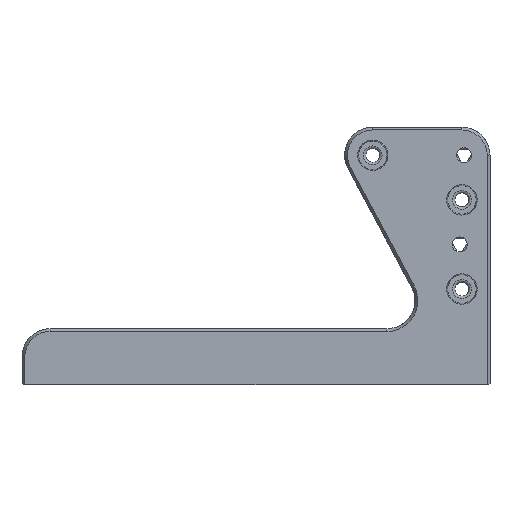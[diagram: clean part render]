
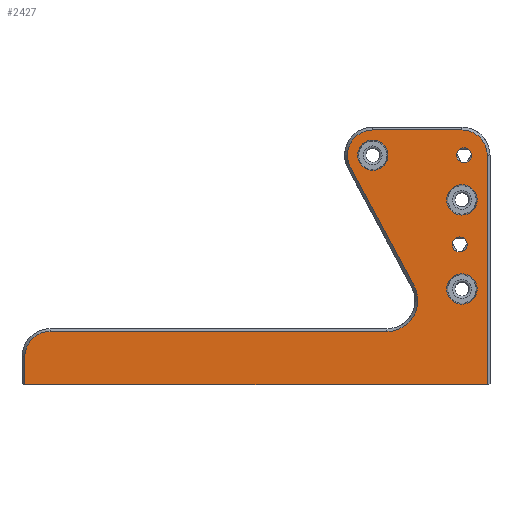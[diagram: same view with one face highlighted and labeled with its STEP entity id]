
A CAD part, top view. The second image highlights one B-rep face of the part: STEP entity #2427.
In plain terms, the highlighted planar face has unit normal (0, 0, 1).
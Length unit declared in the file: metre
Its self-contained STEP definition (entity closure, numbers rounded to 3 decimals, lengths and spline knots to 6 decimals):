
#264=PLANE('',#2626);
#291=CIRCLE('',#2587,0.0016);
#293=CIRCLE('',#2590,0.0016);
#295=CIRCLE('',#2593,0.0016);
#297=CIRCLE('',#2596,0.0016);
#299=CIRCLE('',#2599,0.0016);
#301=CIRCLE('',#2602,0.0016);
#311=CIRCLE('',#2627,0.0016);
#312=CIRCLE('',#2628,0.0016);
#313=CIRCLE('',#2629,0.0016);
#314=CIRCLE('',#2630,0.0016);
#315=CIRCLE('',#2631,0.0016);
#316=CIRCLE('',#2632,0.0016);
#317=CIRCLE('',#2633,0.0054);
#318=CIRCLE('',#2634,0.0054);
#319=CIRCLE('',#2635,0.0066);
#320=CIRCLE('',#2636,0.0054);
#321=CIRCLE('',#2637,0.00325);
#322=CIRCLE('',#2638,0.00325);
#323=CIRCLE('',#2639,0.00325);
#489=ORIENTED_EDGE('',*,*,#1114,.F.);
#490=ORIENTED_EDGE('',*,*,#1211,.F.);
#491=ORIENTED_EDGE('',*,*,#1095,.F.);
#492=ORIENTED_EDGE('',*,*,#1212,.F.);
#493=ORIENTED_EDGE('',*,*,#1098,.F.);
#494=ORIENTED_EDGE('',*,*,#1213,.F.);
#495=ORIENTED_EDGE('',*,*,#1102,.F.);
#496=ORIENTED_EDGE('',*,*,#1214,.F.);
#497=ORIENTED_EDGE('',*,*,#1111,.F.);
#498=ORIENTED_EDGE('',*,*,#1215,.F.);
#499=ORIENTED_EDGE('',*,*,#1107,.F.);
#500=ORIENTED_EDGE('',*,*,#1216,.F.);
#501=ORIENTED_EDGE('',*,*,#1136,.T.);
#502=ORIENTED_EDGE('',*,*,#1217,.T.);
#503=ORIENTED_EDGE('',*,*,#1218,.T.);
#504=ORIENTED_EDGE('',*,*,#1219,.T.);
#505=ORIENTED_EDGE('',*,*,#1220,.T.);
#506=ORIENTED_EDGE('',*,*,#1221,.T.);
#507=ORIENTED_EDGE('',*,*,#1222,.T.);
#508=ORIENTED_EDGE('',*,*,#1223,.T.);
#509=ORIENTED_EDGE('',*,*,#1224,.T.);
#510=ORIENTED_EDGE('',*,*,#1225,.T.);
#511=ORIENTED_EDGE('',*,*,#1226,.T.);
#512=ORIENTED_EDGE('',*,*,#1227,.T.);
#513=ORIENTED_EDGE('',*,*,#1228,.T.);
#1095=EDGE_CURVE('',#1462,#1460,#291,.T.);
#1098=EDGE_CURVE('',#1465,#1466,#293,.T.);
#1102=EDGE_CURVE('',#1469,#1470,#295,.T.);
#1107=EDGE_CURVE('',#1474,#1471,#297,.T.);
#1111=EDGE_CURVE('',#1478,#1476,#299,.T.);
#1114=EDGE_CURVE('',#1481,#1482,#301,.T.);
#1136=EDGE_CURVE('',#1504,#1503,#1721,.T.);
#1211=EDGE_CURVE('',#1460,#1481,#311,.T.);
#1212=EDGE_CURVE('',#1466,#1462,#312,.T.);
#1213=EDGE_CURVE('',#1482,#1465,#313,.T.);
#1214=EDGE_CURVE('',#1476,#1469,#314,.T.);
#1215=EDGE_CURVE('',#1471,#1478,#315,.T.);
#1216=EDGE_CURVE('',#1470,#1474,#316,.T.);
#1217=EDGE_CURVE('',#1503,#1567,#1764,.T.);
#1218=EDGE_CURVE('',#1567,#1568,#317,.F.);
#1219=EDGE_CURVE('',#1568,#1569,#1765,.T.);
#1220=EDGE_CURVE('',#1569,#1570,#318,.F.);
#1221=EDGE_CURVE('',#1570,#1571,#1766,.T.);
#1222=EDGE_CURVE('',#1571,#1572,#319,.T.);
#1223=EDGE_CURVE('',#1572,#1573,#1767,.T.);
#1224=EDGE_CURVE('',#1573,#1574,#320,.F.);
#1225=EDGE_CURVE('',#1574,#1504,#1768,.T.);
#1226=EDGE_CURVE('',#1575,#1575,#321,.T.);
#1227=EDGE_CURVE('',#1576,#1576,#322,.T.);
#1228=EDGE_CURVE('',#1577,#1577,#323,.T.);
#1460=VERTEX_POINT('',#3324);
#1462=VERTEX_POINT('',#3328);
#1465=VERTEX_POINT('',#3335);
#1466=VERTEX_POINT('',#3337);
#1469=VERTEX_POINT('',#3344);
#1470=VERTEX_POINT('',#3346);
#1471=VERTEX_POINT('',#3350);
#1474=VERTEX_POINT('',#3355);
#1476=VERTEX_POINT('',#3360);
#1478=VERTEX_POINT('',#3364);
#1481=VERTEX_POINT('',#3371);
#1482=VERTEX_POINT('',#3373);
#1503=VERTEX_POINT('',#3544);
#1504=VERTEX_POINT('',#3546);
#1567=VERTEX_POINT('',#3980);
#1568=VERTEX_POINT('',#3982);
#1569=VERTEX_POINT('',#3984);
#1570=VERTEX_POINT('',#3986);
#1571=VERTEX_POINT('',#3988);
#1572=VERTEX_POINT('',#3990);
#1573=VERTEX_POINT('',#3992);
#1574=VERTEX_POINT('',#3994);
#1575=VERTEX_POINT('',#3997);
#1576=VERTEX_POINT('',#3999);
#1577=VERTEX_POINT('',#4001);
#1721=LINE('',#3545,#1845);
#1764=LINE('',#3979,#1888);
#1765=LINE('',#3983,#1889);
#1766=LINE('',#3987,#1890);
#1767=LINE('',#3991,#1891);
#1768=LINE('',#3995,#1892);
#1845=VECTOR('',#2852,1.);
#1888=VECTOR('',#2953,1.);
#1889=VECTOR('',#2956,1.);
#1890=VECTOR('',#2959,1.);
#1891=VECTOR('',#2962,1.);
#1892=VECTOR('',#2965,1.);
#1965=EDGE_LOOP('',(#489,#490,#491,#492,#493,#494));
#1966=EDGE_LOOP('',(#495,#496,#497,#498,#499,#500));
#1967=EDGE_LOOP('',(#501,#502,#503,#504,#505,#506,#507,#508,#509,#510));
#1968=EDGE_LOOP('',(#511));
#1969=EDGE_LOOP('',(#512));
#1970=EDGE_LOOP('',(#513));
#2168=FACE_BOUND('',#1965,.T.);
#2169=FACE_BOUND('',#1966,.T.);
#2170=FACE_BOUND('',#1967,.T.);
#2171=FACE_BOUND('',#1968,.T.);
#2172=FACE_BOUND('',#1969,.T.);
#2173=FACE_BOUND('',#1970,.T.);
#2427=ADVANCED_FACE('',(#2168,#2169,#2170,#2171,#2172,#2173),#264,.F.);
#2587=AXIS2_PLACEMENT_3D('',#3329,#2796,#2797);
#2590=AXIS2_PLACEMENT_3D('',#3336,#2803,#2804);
#2593=AXIS2_PLACEMENT_3D('',#3345,#2811,#2812);
#2596=AXIS2_PLACEMENT_3D('',#3356,#2820,#2821);
#2599=AXIS2_PLACEMENT_3D('',#3365,#2828,#2829);
#2602=AXIS2_PLACEMENT_3D('',#3372,#2835,#2836);
#2626=AXIS2_PLACEMENT_3D('',#3972,#2939,#2940);
#2627=AXIS2_PLACEMENT_3D('',#3973,#2941,#2942);
#2628=AXIS2_PLACEMENT_3D('',#3974,#2943,#2944);
#2629=AXIS2_PLACEMENT_3D('',#3975,#2945,#2946);
#2630=AXIS2_PLACEMENT_3D('',#3976,#2947,#2948);
#2631=AXIS2_PLACEMENT_3D('',#3977,#2949,#2950);
#2632=AXIS2_PLACEMENT_3D('',#3978,#2951,#2952);
#2633=AXIS2_PLACEMENT_3D('',#3981,#2954,#2955);
#2634=AXIS2_PLACEMENT_3D('',#3985,#2957,#2958);
#2635=AXIS2_PLACEMENT_3D('',#3989,#2960,#2961);
#2636=AXIS2_PLACEMENT_3D('',#3993,#2963,#2964);
#2637=AXIS2_PLACEMENT_3D('',#3996,#2966,#2967);
#2638=AXIS2_PLACEMENT_3D('',#3998,#2968,#2969);
#2639=AXIS2_PLACEMENT_3D('',#4000,#2970,#2971);
#2796=DIRECTION('',(0.,0.,1.));
#2797=DIRECTION('',(1.,0.,0.));
#2803=DIRECTION('',(0.,0.,1.));
#2804=DIRECTION('',(1.,0.,0.));
#2811=DIRECTION('',(0.,0.,1.));
#2812=DIRECTION('',(1.,0.,0.));
#2820=DIRECTION('',(0.,0.,1.));
#2821=DIRECTION('',(1.,0.,0.));
#2828=DIRECTION('',(0.,0.,1.));
#2829=DIRECTION('',(1.,0.,0.));
#2835=DIRECTION('',(0.,0.,1.));
#2836=DIRECTION('',(1.,0.,0.));
#2852=DIRECTION('',(1.,0.,0.));
#2939=DIRECTION('',(0.,0.,-1.));
#2940=DIRECTION('',(-1.,0.,0.));
#2941=DIRECTION('',(0.,0.,1.));
#2942=DIRECTION('',(1.,0.,0.));
#2943=DIRECTION('',(0.,0.,1.));
#2944=DIRECTION('',(1.,0.,0.));
#2945=DIRECTION('',(0.,0.,1.));
#2946=DIRECTION('',(1.,0.,0.));
#2947=DIRECTION('',(0.,0.,1.));
#2948=DIRECTION('',(1.,0.,0.));
#2949=DIRECTION('',(0.,0.,1.));
#2950=DIRECTION('',(1.,0.,0.));
#2951=DIRECTION('',(0.,0.,1.));
#2952=DIRECTION('',(1.,0.,0.));
#2953=DIRECTION('',(0.,1.,0.));
#2954=DIRECTION('',(0.,0.,-1.));
#2955=DIRECTION('',(-1.,0.,0.));
#2956=DIRECTION('',(-1.,0.,0.));
#2957=DIRECTION('',(0.,0.,-1.));
#2958=DIRECTION('',(-1.,0.,0.));
#2959=DIRECTION('',(0.472,-0.881,0.));
#2960=DIRECTION('',(0.,0.,-1.));
#2961=DIRECTION('',(-1.,0.,0.));
#2962=DIRECTION('',(-1.,0.,0.));
#2963=DIRECTION('',(0.,0.,-1.));
#2964=DIRECTION('',(-1.,0.,0.));
#2965=DIRECTION('',(0.,-1.,0.));
#2966=DIRECTION('',(0.,0.,-1.));
#2967=DIRECTION('',(-1.,0.,0.));
#2968=DIRECTION('',(0.,0.,-1.));
#2969=DIRECTION('',(-1.,0.,0.));
#2970=DIRECTION('',(0.,0.,-1.));
#2971=DIRECTION('',(-1.,0.,0.));
#3324=CARTESIAN_POINT('',(0.001058,-0.00149,0.));
#3328=CARTESIAN_POINT('',(-0.000108,-0.00149,0.));
#3329=CARTESIAN_POINT('',(0.000475,0.,0.));
#3335=CARTESIAN_POINT('',(-0.000524,0.00125,0.));
#3336=CARTESIAN_POINT('',(0.000475,0.,0.));
#3337=CARTESIAN_POINT('',(-0.001107,0.00024,0.));
#3344=CARTESIAN_POINT('',(0.001107,-0.01881,0.));
#3345=CARTESIAN_POINT('',(-0.000475,-0.01905,0.));
#3346=CARTESIAN_POINT('',(0.000524,-0.0178,0.));
#3350=CARTESIAN_POINT('',(-0.002057,-0.01881,0.));
#3355=CARTESIAN_POINT('',(-0.001474,-0.0178,0.));
#3356=CARTESIAN_POINT('',(-0.000475,-0.01905,0.));
#3360=CARTESIAN_POINT('',(0.000108,-0.02054,0.));
#3364=CARTESIAN_POINT('',(-0.001058,-0.02054,0.));
#3365=CARTESIAN_POINT('',(-0.000475,-0.01905,0.));
#3371=CARTESIAN_POINT('',(0.002057,0.00024,0.));
#3372=CARTESIAN_POINT('',(0.000475,0.,0.));
#3373=CARTESIAN_POINT('',(0.001474,0.00125,0.));
#3544=CARTESIAN_POINT('',(0.0054,-0.04905,0.));
#3545=CARTESIAN_POINT('',(-0.006,-0.04905,0.));
#3546=CARTESIAN_POINT('',(-0.0934,-0.04905,0.));
#3972=CARTESIAN_POINT('',(0.,0.,0.));
#3973=CARTESIAN_POINT('',(0.000475,0.,0.));
#3974=CARTESIAN_POINT('',(0.000475,0.,0.));
#3975=CARTESIAN_POINT('',(0.000475,0.,0.));
#3976=CARTESIAN_POINT('',(-0.000475,-0.01905,0.));
#3977=CARTESIAN_POINT('',(-0.000475,-0.01905,0.));
#3978=CARTESIAN_POINT('',(-0.000475,-0.01905,0.));
#3979=CARTESIAN_POINT('',(0.0054,0.,0.));
#3980=CARTESIAN_POINT('',(0.0054,0.,0.));
#3981=CARTESIAN_POINT('',(0.,0.,0.));
#3982=CARTESIAN_POINT('',(0.,0.0054,0.));
#3983=CARTESIAN_POINT('',(-0.01905,0.0054,0.));
#3984=CARTESIAN_POINT('',(-0.01905,0.0054,0.));
#3985=CARTESIAN_POINT('',(-0.01905,0.,0.));
#3986=CARTESIAN_POINT('',(-0.023809,-0.002551,0.));
#3987=CARTESIAN_POINT('',(-0.010206,-0.027932,0.));
#3988=CARTESIAN_POINT('',(-0.010206,-0.027932,0.));
#3989=CARTESIAN_POINT('',(-0.016023,-0.03105,0.));
#3990=CARTESIAN_POINT('',(-0.016023,-0.03765,0.));
#3991=CARTESIAN_POINT('',(-0.088,-0.03765,0.));
#3992=CARTESIAN_POINT('',(-0.088,-0.03765,0.));
#3993=CARTESIAN_POINT('',(-0.088,-0.04305,0.));
#3994=CARTESIAN_POINT('',(-0.0934,-0.04305,0.));
#3995=CARTESIAN_POINT('',(-0.0934,-0.04905,0.));
#3996=CARTESIAN_POINT('',(0.,-0.028575,0.));
#3997=CARTESIAN_POINT('',(-0.00325,-0.028575,0.));
#3998=CARTESIAN_POINT('',(0.,-0.009525,0.));
#3999=CARTESIAN_POINT('',(-0.00325,-0.009525,0.));
#4000=CARTESIAN_POINT('',(-0.01905,0.,0.));
#4001=CARTESIAN_POINT('',(-0.0223,0.,0.));
